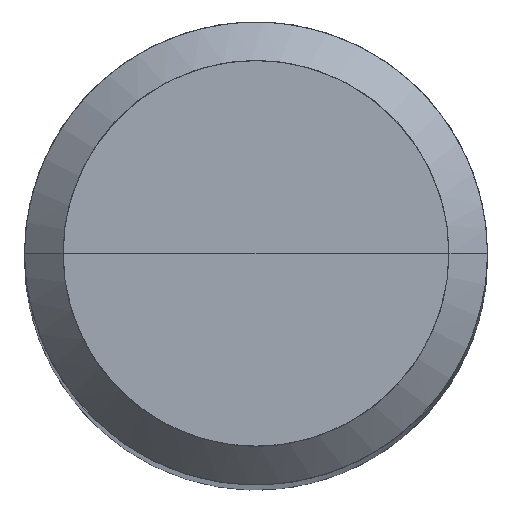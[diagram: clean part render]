
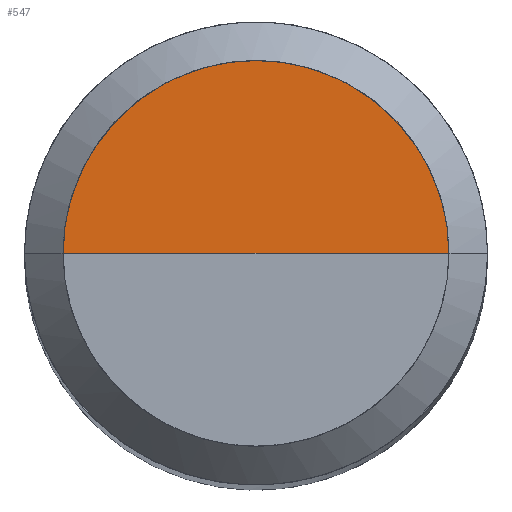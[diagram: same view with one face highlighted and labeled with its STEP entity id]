
A CAD part, top view. The second image highlights one B-rep face of the part: STEP entity #547.
In plain terms, the highlighted free-form (B-spline) face has degree [1, 2] with [2, 5] control points.
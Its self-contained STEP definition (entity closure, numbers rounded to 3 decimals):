
#115=CARTESIAN_POINT('',(-2.5,0.,38.134));
#119=CARTESIAN_POINT('',(2.5,0.,38.134));
#120=CARTESIAN_POINT('',(0.,0.,38.134));
#133=CARTESIAN_POINT('',(2.5,2.5,38.134));
#134=CARTESIAN_POINT('',(0.,2.5,38.134));
#135=CARTESIAN_POINT('',(-2.5,2.5,38.134));
#532=(
BOUNDED_SURFACE()
B_SPLINE_SURFACE(1,2,(
(#119,#133,#134,#135,#115),
(#120,#120,#120,#120,#120)
), .UNSPECIFIED.,.F.,.F.,.F.)
B_SPLINE_SURFACE_WITH_KNOTS((2,2),(3,2,3),(
0.,1.),(
0.,0.5,1.), .UNSPECIFIED.)
GEOMETRIC_REPRESENTATION_ITEM()
RATIONAL_B_SPLINE_SURFACE(((1.,0.707,1.,0.707,1.),
(1.,0.707,1.,0.707,1.)
))
REPRESENTATION_ITEM('')
SURFACE()
);
#533=(
BOUNDED_CURVE()
B_SPLINE_CURVE(2,(#115,#135,#134,#133,#119),.UNSPECIFIED.,.F.,.F.)
B_SPLINE_CURVE_WITH_KNOTS((3,2,3),
(0.,0.5,1.),.UNSPECIFIED.)
CURVE()
GEOMETRIC_REPRESENTATION_ITEM()
RATIONAL_B_SPLINE_CURVE((1.,0.707,1.,0.707,1.))
REPRESENTATION_ITEM('')
);
#534=(
BOUNDED_CURVE()
B_SPLINE_CURVE(1,(#119,#120),.UNSPECIFIED.,.F.,.F.)
B_SPLINE_CURVE_WITH_KNOTS((2,2),
(0.,1.),.UNSPECIFIED.)
CURVE()
GEOMETRIC_REPRESENTATION_ITEM()
RATIONAL_B_SPLINE_CURVE((1.,1.))
REPRESENTATION_ITEM('')
);
#535=(
BOUNDED_CURVE()
B_SPLINE_CURVE(1,(#120,#115),.UNSPECIFIED.,.F.,.F.)
B_SPLINE_CURVE_WITH_KNOTS((2,2),
(0.,1.),.UNSPECIFIED.)
CURVE()
GEOMETRIC_REPRESENTATION_ITEM()
RATIONAL_B_SPLINE_CURVE((1.,1.))
REPRESENTATION_ITEM('')
);
#536=VERTEX_POINT('',#115);
#537=VERTEX_POINT('',#119);
#538=VERTEX_POINT('',#120);
#539=EDGE_CURVE('',#536,#537,#533,.T.);
#540=EDGE_CURVE('',#537,#538,#534,.T.);
#541=EDGE_CURVE('',#538,#536,#535,.T.);
#542=ORIENTED_EDGE('',*,*,#539,.T.);
#543=ORIENTED_EDGE('',*,*,#540,.T.);
#544=ORIENTED_EDGE('',*,*,#541,.T.);
#545=EDGE_LOOP('',(#542,#543,#544));
#546=FACE_OUTER_BOUND('',#545,.T.);
#547=ADVANCED_FACE('',(#546),#532,.T.);
